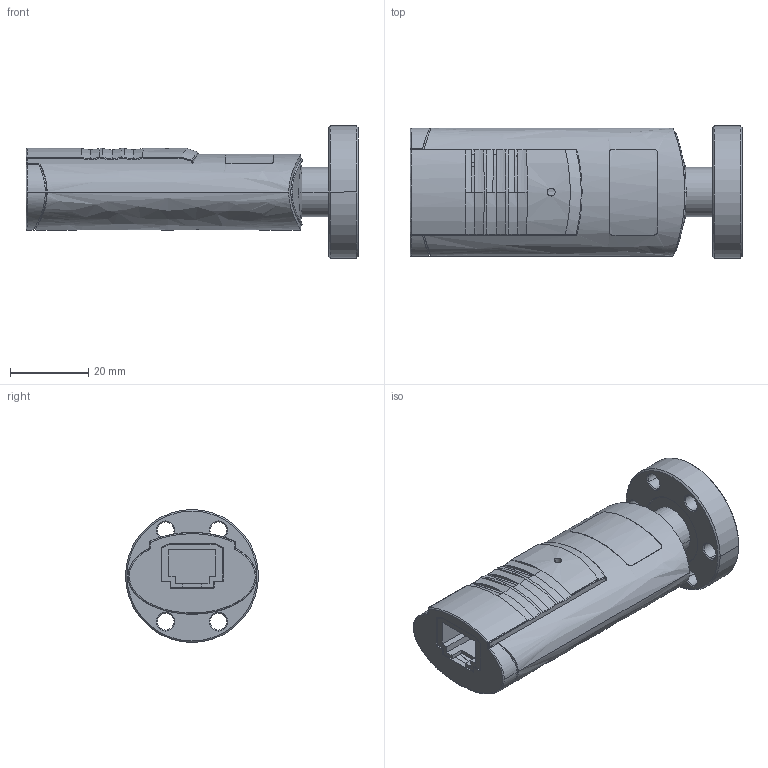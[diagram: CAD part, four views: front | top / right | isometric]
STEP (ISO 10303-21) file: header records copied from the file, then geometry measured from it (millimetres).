
FILE_DESCRIPTION((''),'2;1');
FILE_NAME('350-062.stp','2005-02-03T17:08:00',('BEM'),(''),'Autodesk Inventor 9','Autodesk Inventor 9','');
FILE_SCHEMA(('AUTOMOTIVE_DESIGN { 1 0 10303 214 1 1 1 1 }'));
Length unit declared in the file: millimetre
Products named in the file (1): 350-062
Bounding box: 84.9 x 34 x 34 mm (x, y, z)
Volume: 16553.8 mm3; surface area: 20901.4 mm2
Topology: 3 solids, 3 shells, 534 faces, 1474 edges, 942 vertices
Faces by surface type: plane 195, cylinder 159, bspline 120, cone 54, sphere 4, torus 2
Entity records: 20982 total; most frequent: CARTESIAN_POINT 8113, ORIENTED_EDGE 2944, DIRECTION 2291, EDGE_CURVE 1472, VERTEX_POINT 942, VECTOR 765, LINE 765, AXIS2_PLACEMENT_3D 763
